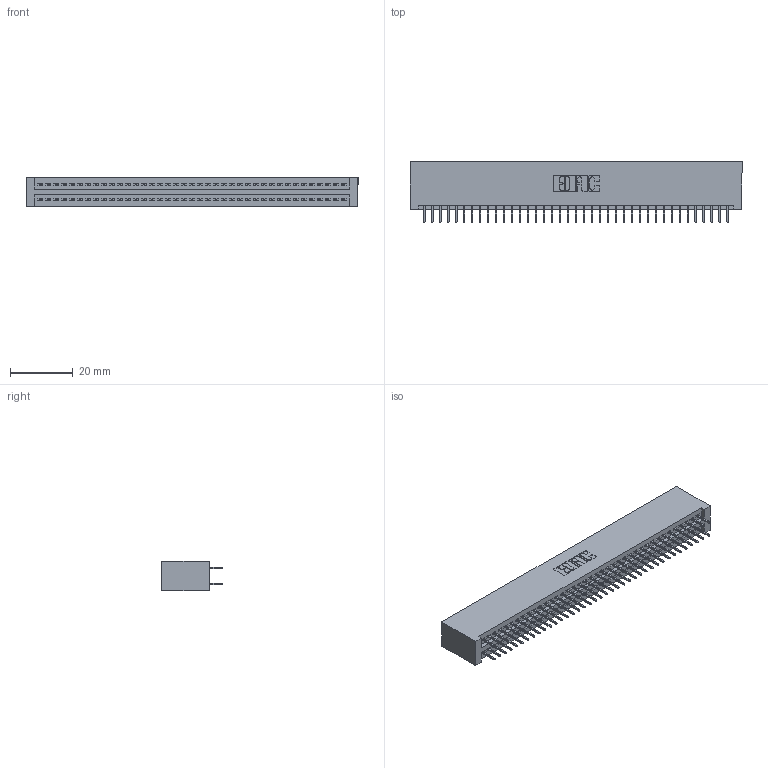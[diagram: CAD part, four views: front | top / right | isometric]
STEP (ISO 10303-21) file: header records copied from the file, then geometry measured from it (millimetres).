
FILE_DESCRIPTION (( 'STEP AP203' ), '1' );
FILE_NAME ('345-078-524-201.STEP', '2018-10-03T13:04:48', ( '' ), ( '' ), 'SwSTEP 2.0', 'SolidWorks 2016', '' );
FILE_SCHEMA (( 'CONFIG_CONTROL_DESIGN' ));
Length unit declared in the file: inch
Products named in the file (3): 345 Part_No Mounting Lugs; 345-078-524-201; 345-292-001_345-293-124
Assembly tree (79 placements, depth 2):
  345-078-524-201
    345 Part_No Mounting Lugs
    345-292-001_345-293-124  x78
Bounding box: 105.66 x 19.35 x 9.4 mm (x, y, z)
Volume: 10734.3 mm3; surface area: 15800.7 mm2
Topology: 79 solids, 79 shells, 4330 faces, 12251 edges, 7854 vertices
Faces by surface type: plane 3118, cylinder 1212
Entity records: 30801 total; most frequent: CARTESIAN_POINT 5164, ORIENTED_EDGE 5098, DIRECTION 4553, EDGE_CURVE 2549, VECTOR 2273, LINE 2273, VERTEX_POINT 1694, AXIS2_PLACEMENT_3D 1140
